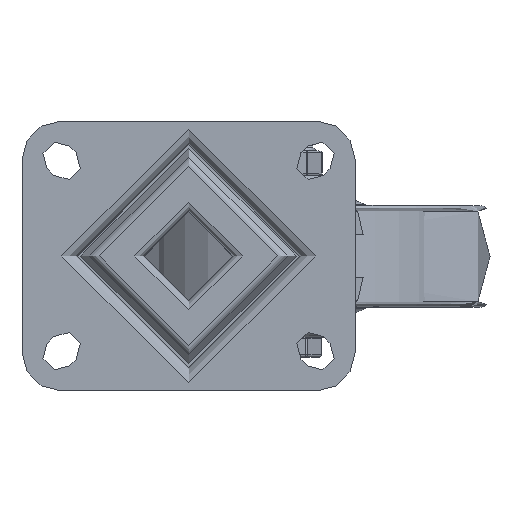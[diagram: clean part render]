
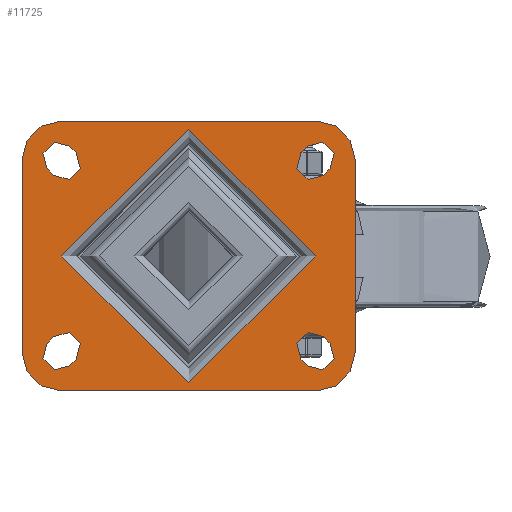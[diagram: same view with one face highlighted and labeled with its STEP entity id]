
A CAD part, top view. The second image highlights one B-rep face of the part: STEP entity #11725.
In plain terms, the highlighted planar face has unit normal (0, 0, 1).
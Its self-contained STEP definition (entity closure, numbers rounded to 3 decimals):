
#992=FACE_BOUND('',#2240,.T.);
#993=FACE_BOUND('',#2241,.T.);
#994=FACE_BOUND('',#2242,.T.);
#995=FACE_BOUND('',#2243,.T.);
#996=FACE_BOUND('',#2244,.T.);
#1148=PLANE('',#12726);
#1495=FACE_OUTER_BOUND('',#2239,.T.);
#2239=EDGE_LOOP('',(#8125,#8126,#8127,#8128,#8129,#8130,#8131,#8132));
#2240=EDGE_LOOP('',(#8133));
#2241=EDGE_LOOP('',(#8134,#8135,#8136,#8137));
#2242=EDGE_LOOP('',(#8138,#8139,#8140,#8141));
#2243=EDGE_LOOP('',(#8142,#8143,#8144,#8145));
#2244=EDGE_LOOP('',(#8146,#8147,#8148,#8149));
#3143=LINE('',#16851,#3905);
#3144=LINE('',#16852,#3906);
#3145=LINE('',#16853,#3907);
#3146=LINE('',#16854,#3908);
#3147=LINE('',#16855,#3909);
#3148=LINE('',#16856,#3910);
#3149=LINE('',#16857,#3911);
#3150=LINE('',#16858,#3912);
#3151=LINE('',#16859,#3913);
#3152=LINE('',#16860,#3914);
#3153=LINE('',#16861,#3915);
#3154=LINE('',#16862,#3916);
#3905=VECTOR('',#13929,1000.);
#3906=VECTOR('',#13930,1000.);
#3907=VECTOR('',#13931,1000.);
#3908=VECTOR('',#13932,1000.);
#3909=VECTOR('',#13933,1000.);
#3910=VECTOR('',#13934,1000.);
#3911=VECTOR('',#13935,1000.);
#3912=VECTOR('',#13936,1000.);
#3913=VECTOR('',#13937,1000.);
#3914=VECTOR('',#13938,1000.);
#3915=VECTOR('',#13939,1000.);
#3916=VECTOR('',#13940,1000.);
#4625=CIRCLE('',#12656,5.);
#4628=CIRCLE('',#12660,5.);
#4629=CIRCLE('',#12662,5.);
#4632=CIRCLE('',#12666,5.);
#4633=CIRCLE('',#12668,5.);
#4636=CIRCLE('',#12672,5.);
#4637=CIRCLE('',#12674,5.);
#4640=CIRCLE('',#12678,5.);
#4642=CIRCLE('',#12681,12.);
#4644=CIRCLE('',#12684,12.);
#4646=CIRCLE('',#12687,12.);
#4648=CIRCLE('',#12690,12.);
#4657=CIRCLE('',#12704,40.);
#5096=VERTEX_POINT('',#16673);
#5097=VERTEX_POINT('',#16674);
#5102=VERTEX_POINT('',#16685);
#5103=VERTEX_POINT('',#16687);
#5104=VERTEX_POINT('',#16691);
#5105=VERTEX_POINT('',#16692);
#5110=VERTEX_POINT('',#16703);
#5111=VERTEX_POINT('',#16705);
#5112=VERTEX_POINT('',#16709);
#5113=VERTEX_POINT('',#16710);
#5118=VERTEX_POINT('',#16721);
#5119=VERTEX_POINT('',#16723);
#5120=VERTEX_POINT('',#16727);
#5121=VERTEX_POINT('',#16728);
#5126=VERTEX_POINT('',#16739);
#5127=VERTEX_POINT('',#16741);
#5130=VERTEX_POINT('',#16748);
#5131=VERTEX_POINT('',#16750);
#5134=VERTEX_POINT('',#16757);
#5135=VERTEX_POINT('',#16759);
#5138=VERTEX_POINT('',#16766);
#5139=VERTEX_POINT('',#16768);
#5142=VERTEX_POINT('',#16775);
#5143=VERTEX_POINT('',#16777);
#5150=VERTEX_POINT('',#16801);
#6251=EDGE_CURVE('',#5096,#5097,#4625,.T.);
#6257=EDGE_CURVE('',#5102,#5103,#4628,.T.);
#6259=EDGE_CURVE('',#5104,#5105,#4629,.T.);
#6265=EDGE_CURVE('',#5110,#5111,#4632,.T.);
#6267=EDGE_CURVE('',#5112,#5113,#4633,.T.);
#6273=EDGE_CURVE('',#5118,#5119,#4636,.T.);
#6275=EDGE_CURVE('',#5120,#5121,#4637,.T.);
#6281=EDGE_CURVE('',#5126,#5127,#4640,.T.);
#6285=EDGE_CURVE('',#5130,#5131,#4642,.T.);
#6289=EDGE_CURVE('',#5134,#5135,#4644,.T.);
#6293=EDGE_CURVE('',#5138,#5139,#4646,.T.);
#6297=EDGE_CURVE('',#5142,#5143,#4648,.T.);
#6309=EDGE_CURVE('',#5150,#5150,#4657,.T.);
#6338=EDGE_CURVE('',#5139,#5142,#3143,.T.);
#6339=EDGE_CURVE('',#5135,#5138,#3144,.T.);
#6340=EDGE_CURVE('',#5131,#5134,#3145,.T.);
#6341=EDGE_CURVE('',#5143,#5130,#3146,.T.);
#6342=EDGE_CURVE('',#5121,#5126,#3147,.T.);
#6343=EDGE_CURVE('',#5127,#5120,#3148,.T.);
#6344=EDGE_CURVE('',#5113,#5118,#3149,.T.);
#6345=EDGE_CURVE('',#5119,#5112,#3150,.T.);
#6346=EDGE_CURVE('',#5105,#5110,#3151,.T.);
#6347=EDGE_CURVE('',#5111,#5104,#3152,.T.);
#6348=EDGE_CURVE('',#5097,#5102,#3153,.T.);
#6349=EDGE_CURVE('',#5103,#5096,#3154,.T.);
#8125=ORIENTED_EDGE('',*,*,#6297,.F.);
#8126=ORIENTED_EDGE('',*,*,#6338,.F.);
#8127=ORIENTED_EDGE('',*,*,#6293,.F.);
#8128=ORIENTED_EDGE('',*,*,#6339,.F.);
#8129=ORIENTED_EDGE('',*,*,#6289,.F.);
#8130=ORIENTED_EDGE('',*,*,#6340,.F.);
#8131=ORIENTED_EDGE('',*,*,#6285,.F.);
#8132=ORIENTED_EDGE('',*,*,#6341,.F.);
#8133=ORIENTED_EDGE('',*,*,#6309,.F.);
#8134=ORIENTED_EDGE('',*,*,#6281,.F.);
#8135=ORIENTED_EDGE('',*,*,#6342,.F.);
#8136=ORIENTED_EDGE('',*,*,#6275,.F.);
#8137=ORIENTED_EDGE('',*,*,#6343,.F.);
#8138=ORIENTED_EDGE('',*,*,#6273,.F.);
#8139=ORIENTED_EDGE('',*,*,#6344,.F.);
#8140=ORIENTED_EDGE('',*,*,#6267,.F.);
#8141=ORIENTED_EDGE('',*,*,#6345,.F.);
#8142=ORIENTED_EDGE('',*,*,#6265,.F.);
#8143=ORIENTED_EDGE('',*,*,#6346,.F.);
#8144=ORIENTED_EDGE('',*,*,#6259,.F.);
#8145=ORIENTED_EDGE('',*,*,#6347,.F.);
#8146=ORIENTED_EDGE('',*,*,#6257,.F.);
#8147=ORIENTED_EDGE('',*,*,#6348,.F.);
#8148=ORIENTED_EDGE('',*,*,#6251,.F.);
#8149=ORIENTED_EDGE('',*,*,#6349,.F.);
#11725=ADVANCED_FACE('',(#1495,#992,#993,#994,#995,#996),#1148,.T.);
#12656=AXIS2_PLACEMENT_3D('',#16675,#13745,#13746);
#12660=AXIS2_PLACEMENT_3D('',#16688,#13756,#13757);
#12662=AXIS2_PLACEMENT_3D('',#16693,#13761,#13762);
#12666=AXIS2_PLACEMENT_3D('',#16706,#13772,#13773);
#12668=AXIS2_PLACEMENT_3D('',#16711,#13777,#13778);
#12672=AXIS2_PLACEMENT_3D('',#16724,#13788,#13789);
#12674=AXIS2_PLACEMENT_3D('',#16729,#13793,#13794);
#12678=AXIS2_PLACEMENT_3D('',#16742,#13804,#13805);
#12681=AXIS2_PLACEMENT_3D('',#16751,#13812,#13813);
#12684=AXIS2_PLACEMENT_3D('',#16760,#13820,#13821);
#12687=AXIS2_PLACEMENT_3D('',#16769,#13828,#13829);
#12690=AXIS2_PLACEMENT_3D('',#16778,#13836,#13837);
#12704=AXIS2_PLACEMENT_3D('',#16802,#13867,#13868);
#12726=AXIS2_PLACEMENT_3D('',#16850,#13927,#13928);
#13745=DIRECTION('center_axis',(0.,0.,1.));
#13746=DIRECTION('ref_axis',(-1.,0.,0.));
#13756=DIRECTION('center_axis',(0.,0.,1.));
#13757=DIRECTION('ref_axis',(-1.,0.,0.));
#13761=DIRECTION('center_axis',(0.,0.,1.));
#13762=DIRECTION('ref_axis',(-1.,0.,0.));
#13772=DIRECTION('center_axis',(0.,0.,1.));
#13773=DIRECTION('ref_axis',(-1.,0.,0.));
#13777=DIRECTION('center_axis',(0.,0.,1.));
#13778=DIRECTION('ref_axis',(1.,0.,0.));
#13788=DIRECTION('center_axis',(0.,0.,1.));
#13789=DIRECTION('ref_axis',(1.,0.,0.));
#13793=DIRECTION('center_axis',(0.,0.,1.));
#13794=DIRECTION('ref_axis',(1.,0.,0.));
#13804=DIRECTION('center_axis',(0.,0.,1.));
#13805=DIRECTION('ref_axis',(1.,0.,0.));
#13812=DIRECTION('center_axis',(0.,0.,-1.));
#13813=DIRECTION('ref_axis',(-0.707,0.707,0.));
#13820=DIRECTION('center_axis',(0.,0.,-1.));
#13821=DIRECTION('ref_axis',(0.707,0.707,0.));
#13828=DIRECTION('center_axis',(0.,0.,-1.));
#13829=DIRECTION('ref_axis',(0.707,-0.707,0.));
#13836=DIRECTION('center_axis',(0.,0.,-1.));
#13837=DIRECTION('ref_axis',(-0.707,-0.707,0.));
#13867=DIRECTION('center_axis',(0.,0.,1.));
#13868=DIRECTION('ref_axis',(1.,0.,0.));
#13927=DIRECTION('center_axis',(0.,0.,1.));
#13928=DIRECTION('ref_axis',(1.,0.,0.));
#13929=DIRECTION('',(-1.,0.,0.));
#13930=DIRECTION('',(0.,-1.,0.));
#13931=DIRECTION('',(1.,0.,0.));
#13932=DIRECTION('',(0.,1.,0.));
#13933=DIRECTION('',(0.707,-0.707,0.));
#13934=DIRECTION('',(-0.707,0.707,0.));
#13935=DIRECTION('',(0.707,0.707,0.));
#13936=DIRECTION('',(-0.707,-0.707,0.));
#13937=DIRECTION('',(-0.707,-0.707,0.));
#13938=DIRECTION('',(0.707,0.707,0.));
#13939=DIRECTION('',(-0.707,0.707,0.));
#13940=DIRECTION('',(0.707,-0.707,0.));
#16673=CARTESIAN_POINT('',(37.525,-34.596,2.5));
#16674=CARTESIAN_POINT('',(44.596,-27.525,2.5));
#16675=CARTESIAN_POINT('Origin',(41.061,-31.061,2.5));
#16685=CARTESIAN_POINT('',(42.475,-25.404,2.5));
#16687=CARTESIAN_POINT('',(35.404,-32.475,2.5));
#16688=CARTESIAN_POINT('Origin',(38.939,-28.939,2.5));
#16691=CARTESIAN_POINT('',(44.596,27.525,2.5));
#16692=CARTESIAN_POINT('',(37.525,34.596,2.5));
#16693=CARTESIAN_POINT('Origin',(41.061,31.061,2.5));
#16703=CARTESIAN_POINT('',(35.404,32.475,2.5));
#16705=CARTESIAN_POINT('',(42.475,25.404,2.5));
#16706=CARTESIAN_POINT('Origin',(38.939,28.939,2.5));
#16709=CARTESIAN_POINT('',(-44.596,-27.525,2.5));
#16710=CARTESIAN_POINT('',(-37.525,-34.596,2.5));
#16711=CARTESIAN_POINT('Origin',(-41.061,-31.061,2.5));
#16721=CARTESIAN_POINT('',(-35.404,-32.475,2.5));
#16723=CARTESIAN_POINT('',(-42.475,-25.404,2.5));
#16724=CARTESIAN_POINT('Origin',(-38.939,-28.939,2.5));
#16727=CARTESIAN_POINT('',(-37.525,34.596,2.5));
#16728=CARTESIAN_POINT('',(-44.596,27.525,2.5));
#16729=CARTESIAN_POINT('Origin',(-41.061,31.061,2.5));
#16739=CARTESIAN_POINT('',(-42.475,25.404,2.5));
#16741=CARTESIAN_POINT('',(-35.404,32.475,2.5));
#16742=CARTESIAN_POINT('Origin',(-38.939,28.939,2.5));
#16748=CARTESIAN_POINT('',(-52.5,30.5,2.5));
#16750=CARTESIAN_POINT('',(-40.5,42.5,2.5));
#16751=CARTESIAN_POINT('Origin',(-40.5,30.5,2.5));
#16757=CARTESIAN_POINT('',(40.5,42.5,2.5));
#16759=CARTESIAN_POINT('',(52.5,30.5,2.5));
#16760=CARTESIAN_POINT('Origin',(40.5,30.5,2.5));
#16766=CARTESIAN_POINT('',(52.5,-30.5,2.5));
#16768=CARTESIAN_POINT('',(40.5,-42.5,2.5));
#16769=CARTESIAN_POINT('Origin',(40.5,-30.5,2.5));
#16775=CARTESIAN_POINT('',(-40.5,-42.5,2.5));
#16777=CARTESIAN_POINT('',(-52.5,-30.5,2.5));
#16778=CARTESIAN_POINT('Origin',(-40.5,-30.5,2.5));
#16801=CARTESIAN_POINT('',(40.,0.,2.5));
#16802=CARTESIAN_POINT('Origin',(0.,0.,2.5));
#16850=CARTESIAN_POINT('Origin',(0.,0.,2.5));
#16851=CARTESIAN_POINT('',(52.5,-42.5,2.5));
#16852=CARTESIAN_POINT('',(52.5,42.5,2.5));
#16853=CARTESIAN_POINT('',(-52.5,42.5,2.5));
#16854=CARTESIAN_POINT('',(-52.5,-42.5,2.5));
#16855=CARTESIAN_POINT('',(-44.596,27.525,2.5));
#16856=CARTESIAN_POINT('',(-37.525,34.596,2.5));
#16857=CARTESIAN_POINT('',(-37.525,-34.596,2.5));
#16858=CARTESIAN_POINT('',(-44.596,-27.525,2.5));
#16859=CARTESIAN_POINT('',(37.525,34.596,2.5));
#16860=CARTESIAN_POINT('',(44.596,27.525,2.5));
#16861=CARTESIAN_POINT('',(44.596,-27.525,2.5));
#16862=CARTESIAN_POINT('',(37.525,-34.596,2.5));
